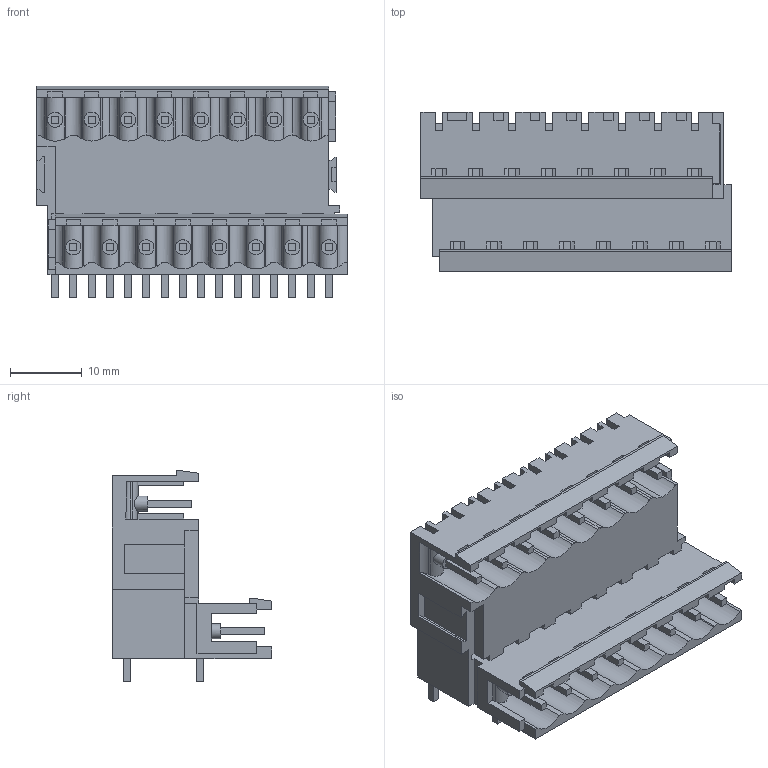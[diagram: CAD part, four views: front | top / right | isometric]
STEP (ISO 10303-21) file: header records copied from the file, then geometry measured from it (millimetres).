
FILE_DESCRIPTION(('CATIA V5R22 STEP214','CAx-IF Rec.Pracs.--- Model Styling and Organization---1.4--- 2014-01-23'),'2;1');
FILE_NAME ('D1454935_1_1725230000_1725230000.stp','2023-03-17T12:51:41+00:00',('none'),('Weidmueller'),'CATIA Version 5-6 Release 2016 SP3 HF44','CATIA V5 STEP AP214','none');
FILE_SCHEMA(('AUTOMOTIVE_DESIGN { 1 0 10303 214 1 1 1 1 }'));
Length unit declared in the file: millimetre
Products named in the file (1): 1725230000
Bounding box: 43.18 x 22.16 x 29.41 mm (x, y, z)
Volume: 9522.9 mm3; surface area: 11313.9 mm2
Topology: 17 solids, 17 shells, 647 faces, 2057 edges, 1397 vertices
Faces by surface type: plane 531, cylinder 116
Entity records: 22687 total; most frequent: CARTESIAN_POINT 5612, ORIENTED_EDGE 4114, DIRECTION 2680, EDGE_CURVE 2057, VECTOR 1704, LINE 1704, VERTEX_POINT 1397, EDGE_LOOP 680
